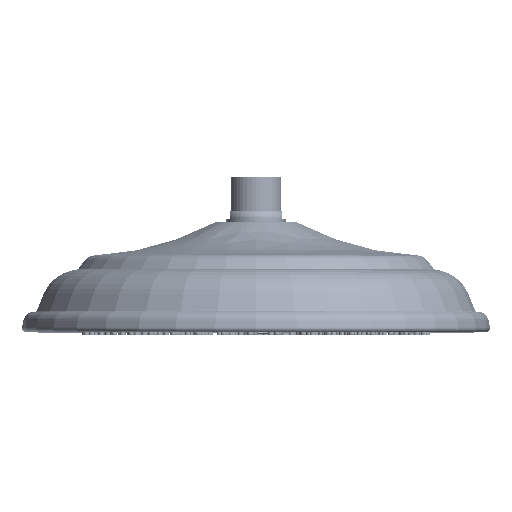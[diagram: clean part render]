
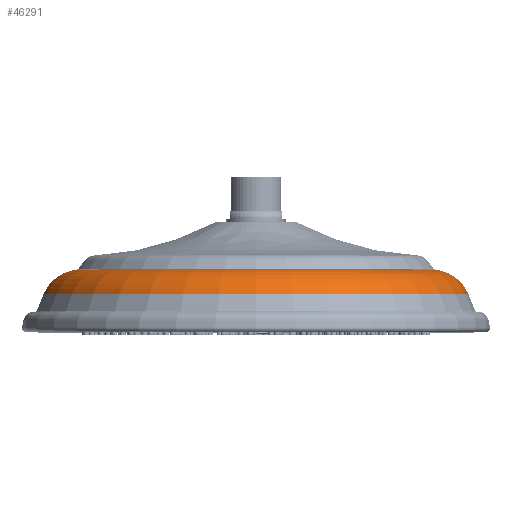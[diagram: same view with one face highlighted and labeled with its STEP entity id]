
A CAD part, top view. The second image highlights one B-rep face of the part: STEP entity #46291.
In plain terms, the highlighted toroidal (fillet/blend) face has major radius 109.743 mm and minor radius 25.4 mm.
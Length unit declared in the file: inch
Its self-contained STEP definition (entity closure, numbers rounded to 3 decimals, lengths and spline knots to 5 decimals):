
#230=CARTESIAN_POINT('',(0.,-1.17193,0.));
#231=DIRECTION('',(0.,1.,0.));
#232=DIRECTION('',(-1.,0.,0.));
#233=AXIS2_PLACEMENT_3D('',#230,#231,#232);
#235=CARTESIAN_POINT('',(4.32059,-2.16684,0.));
#236=DIRECTION('',(0.,0.,-1.));
#237=DIRECTION('',(0.101,0.995,0.));
#238=AXIS2_PLACEMENT_3D('',#235,#236,#237);
#240=CARTESIAN_POINT('',(-4.32059,-2.16684,0.));
#241=DIRECTION('',(0.,0.,1.));
#242=DIRECTION('',(-0.101,0.995,0.));
#243=AXIS2_PLACEMENT_3D('',#240,#241,#242);
#277=CARTESIAN_POINT('',(0.,-1.78416,0.));
#278=DIRECTION('',(0.,1.,0.));
#279=DIRECTION('',(-1.,0.,0.));
#280=AXIS2_PLACEMENT_3D('',#277,#278,#279);
#39032=CARTESIAN_POINT('',(-5.24447,-1.78416,0.));
#39033=CARTESIAN_POINT('',(5.24447,-1.78416,0.));
#39034=VERTEX_POINT('',#39032);
#39035=VERTEX_POINT('',#39033);
#39056=CARTESIAN_POINT('',(4.42129,-1.17193,0.));
#39057=CARTESIAN_POINT('',(-4.42129,-1.17193,0.));
#39058=VERTEX_POINT('',#39056);
#39059=VERTEX_POINT('',#39057);
#46278=CARTESIAN_POINT('',(0.,-2.16684,0.));
#46279=DIRECTION('',(0.,-1.,0.));
#46280=DIRECTION('',(-1.,0.,0.));
#46281=AXIS2_PLACEMENT_3D('',#46278,#46279,#46280);
#46282=TOROIDAL_SURFACE('',#46281,4.32059,1.);
#46284=ORIENTED_EDGE('',*,*,#46283,.T.);
#46285=ORIENTED_EDGE('',*,*,#46273,.T.);
#46287=ORIENTED_EDGE('',*,*,#46286,.F.);
#46288=ORIENTED_EDGE('',*,*,#46269,.F.);
#46289=EDGE_LOOP('',(#46284,#46285,#46287,#46288));
#46290=FACE_OUTER_BOUND('',#46289,.F.);
#46291=ADVANCED_FACE('',(#46290),#46282,.T.);
#234=CIRCLE('',#233,4.42129);
#239=CIRCLE('',#238,1.);
#244=CIRCLE('',#243,1.);
#281=CIRCLE('',#280,5.24447);
#46269=EDGE_CURVE('',#39059,#39034,#244,.T.);
#46273=EDGE_CURVE('',#39058,#39035,#239,.T.);
#46283=EDGE_CURVE('',#39059,#39058,#234,.T.);
#46286=EDGE_CURVE('',#39034,#39035,#281,.T.);
